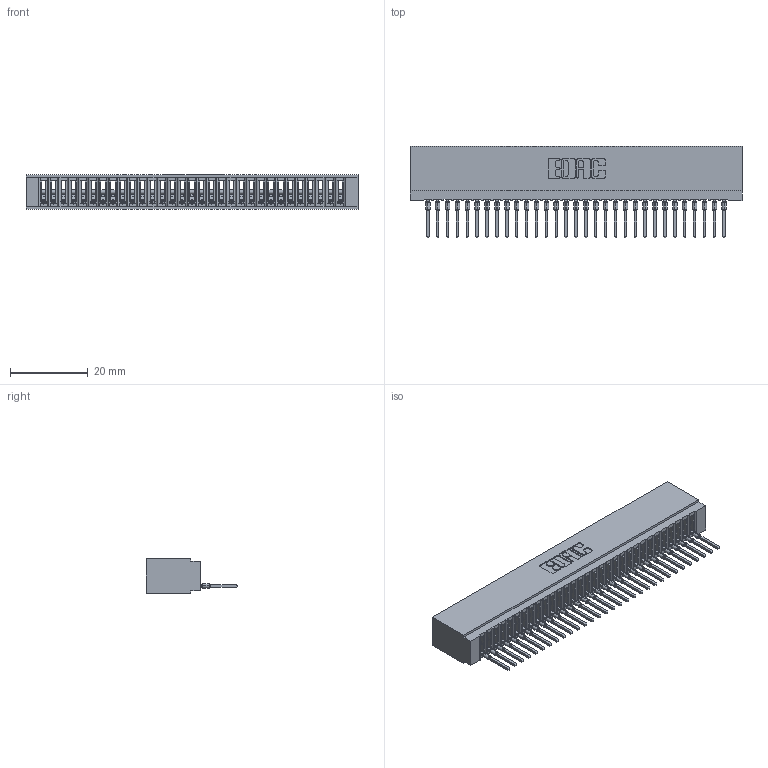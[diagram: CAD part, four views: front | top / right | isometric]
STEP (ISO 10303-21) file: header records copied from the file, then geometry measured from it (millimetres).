
FILE_DESCRIPTION (( 'STEP AP203' ), '1' );
FILE_NAME ('725-031-522-101.STEP', '2026-03-05T21:53:48', ( '' ), ( '' ), 'SwSTEP 2.0', 'SolidWorks 2023', '' );
FILE_SCHEMA (( 'CONFIG_CONTROL_DESIGN' ));
Length unit declared in the file: millimetre
Products named in the file (3): 725 Part_Insulator Option - 01; 745-292-001_522; 725-031-522-101
Assembly tree (32 placements, depth 2):
  725-031-522-101
    725 Part_Insulator Option - 01
    745-292-001_522  x31
Bounding box: 85.34 x 23.51 x 8.89 mm (x, y, z)
Volume: 6552.4 mm3; surface area: 12493.4 mm2
Topology: 32 solids, 32 shells, 3567 faces, 9802 edges, 6182 vertices
Faces by surface type: plane 2132, cylinder 629, bspline 620, torus 186
Entity records: 52663 total; most frequent: CARTESIAN_POINT 9780, ORIENTED_EDGE 9224, DIRECTION 8008, EDGE_CURVE 4612, VECTOR 4244, LINE 4244, VERTEX_POINT 2942, AXIS2_PLACEMENT_3D 1882
